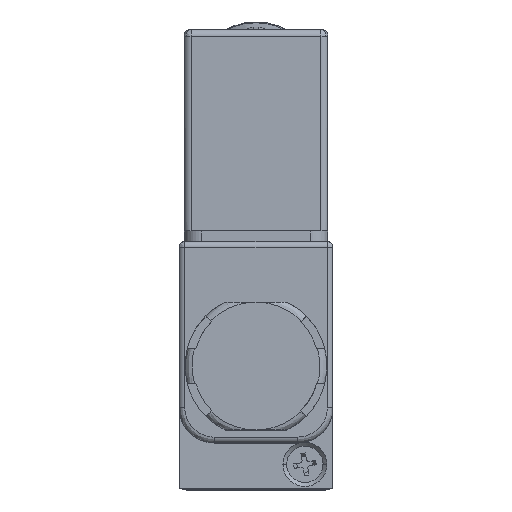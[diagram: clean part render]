
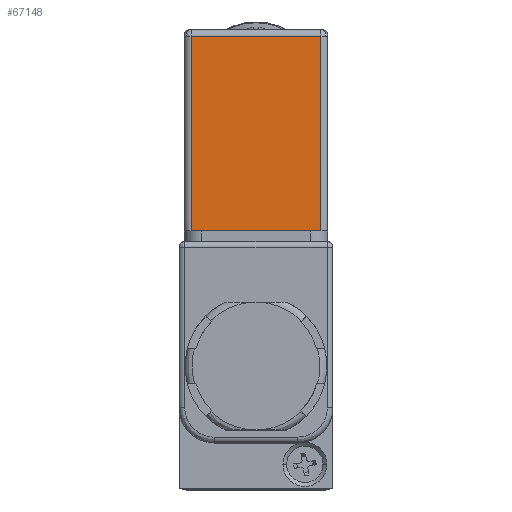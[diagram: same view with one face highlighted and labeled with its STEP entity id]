
A CAD part, top view. The second image highlights one B-rep face of the part: STEP entity #67148.
In plain terms, the highlighted planar face has unit normal (0, 0, 1).
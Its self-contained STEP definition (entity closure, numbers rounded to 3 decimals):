
#3666 = VECTOR ( 'NONE', #52251, 1000. ) ;
#9156 = EDGE_CURVE ( 'NONE', #21707, #46692, #27882, .T. ) ;
#10746 = CARTESIAN_POINT ( 'NONE',  ( 1.44, 36.331, 79.05 ) ) ;
#11672 = PLANE ( 'NONE',  #15614 ) ;
#13567 = CARTESIAN_POINT ( 'NONE',  ( 1.44, 35.331, 79.05 ) ) ;
#15614 = AXIS2_PLACEMENT_3D ( 'NONE', #58600, #20084, #65082 ) ;
#16154 = VECTOR ( 'NONE', #49303, 1000. ) ;
#20084 = DIRECTION ( 'NONE',  ( 0., 0., 1. ) ) ;
#21707 = VERTEX_POINT ( 'NONE', #57372 ) ;
#23509 = CARTESIAN_POINT ( 'NONE',  ( 2.44, 35.331, 79.05 ) ) ;
#23660 = VERTEX_POINT ( 'NONE', #13567 ) ;
#23775 = ORIENTED_EDGE ( 'NONE', *, *, #61764, .T. ) ;
#27842 = VERTEX_POINT ( 'NONE', #67810 ) ;
#27882 = LINE ( 'NONE', #83025, #33960 ) ;
#32389 = VECTOR ( 'NONE', #49402, 1000. ) ;
#33928 = EDGE_LOOP ( 'NONE', ( #37833, #23775, #37750, #55243 ) ) ;
#33960 = VECTOR ( 'NONE', #38121, 1000. ) ;
#37750 = ORIENTED_EDGE ( 'NONE', *, *, #53024, .T. ) ;
#37833 = ORIENTED_EDGE ( 'NONE', *, *, #9156, .F. ) ;
#38121 = DIRECTION ( 'NONE',  ( -1., 0., 0. ) ) ;
#39369 = CARTESIAN_POINT ( 'NONE',  ( -17.16, 36.331, 79.05 ) ) ;
#39941 = LINE ( 'NONE', #39369, #3666 ) ;
#46692 = VERTEX_POINT ( 'NONE', #72516 ) ;
#49303 = DIRECTION ( 'NONE',  ( 0., 1., 0. ) ) ;
#49402 = DIRECTION ( 'NONE',  ( -1., 0., 0. ) ) ;
#52251 = DIRECTION ( 'NONE',  ( 0., -1., 0. ) ) ;
#53024 = EDGE_CURVE ( 'NONE', #23660, #27842, #68631, .T. ) ;
#55243 = ORIENTED_EDGE ( 'NONE', *, *, #65942, .T. ) ;
#57372 = CARTESIAN_POINT ( 'NONE',  ( 1.44, 7.481, 79.05 ) ) ;
#58600 = CARTESIAN_POINT ( 'NONE',  ( 2.44, 36.331, 79.05 ) ) ;
#61764 = EDGE_CURVE ( 'NONE', #21707, #23660, #65452, .T. ) ;
#65082 = DIRECTION ( 'NONE',  ( -1., 0., 0. ) ) ;
#65452 = LINE ( 'NONE', #10746, #16154 ) ;
#65942 = EDGE_CURVE ( 'NONE', #27842, #46692, #39941, .T. ) ;
#66912 = FACE_OUTER_BOUND ( 'NONE', #33928, .T. ) ;
#67148 = ADVANCED_FACE ( 'NONE', ( #66912 ), #11672, .T. ) ;
#67810 = CARTESIAN_POINT ( 'NONE',  ( -17.16, 35.331, 79.05 ) ) ;
#68631 = LINE ( 'NONE', #23509, #32389 ) ;
#72516 = CARTESIAN_POINT ( 'NONE',  ( -17.16, 7.481, 79.05 ) ) ;
#83025 = CARTESIAN_POINT ( 'NONE',  ( -7.86, 7.481, 79.05 ) ) ;
